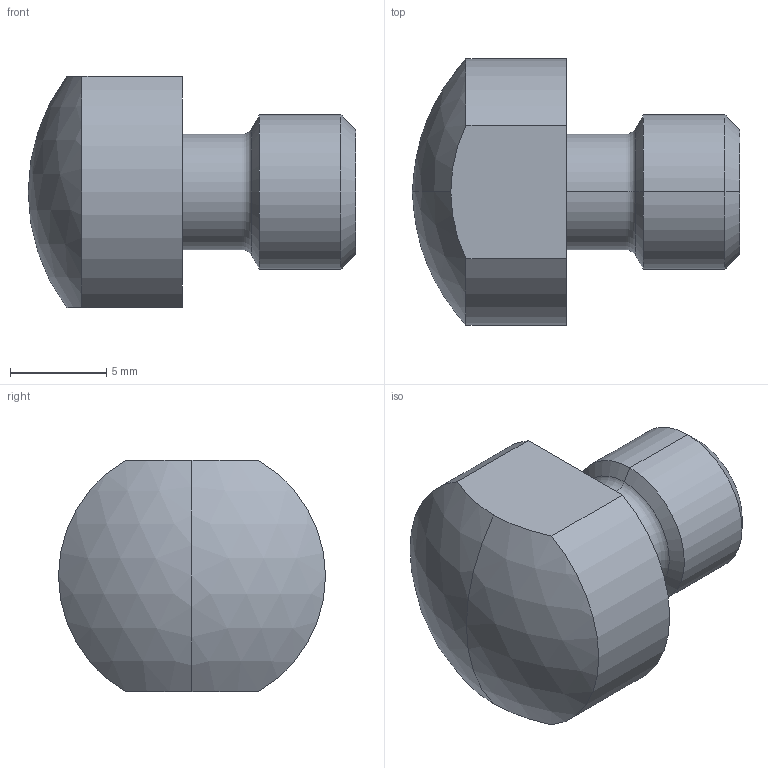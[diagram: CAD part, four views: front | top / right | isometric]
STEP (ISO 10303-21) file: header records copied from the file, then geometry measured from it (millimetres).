
FILE_DESCRIPTION( ( '' ), '1' );
FILE_NAME( 'K0021.04_0_Druckstueck.stp', '2012-10-29T11:12:34', ( '' ), ( '' ), ' ', ' ', ' ' );
FILE_SCHEMA( ( 'CONFIG_CONTROL_DESIGN' ) );
Length unit declared in the file: millimetre
Products named in the file (1): 1
Bounding box: 17 x 13.86 x 12 mm (x, y, z)
Volume: 1323.2 mm3; surface area: 761 mm2
Topology: 1 solids, 1 shells, 20 faces, 41 edges, 24 vertices
Faces by surface type: cylinder 6, torus 4, cone 4, plane 4, sphere 2
Entity records: 576 total; most frequent: DIRECTION 110, CARTESIAN_POINT 86, ORIENTED_EDGE 82, AXIS2_PLACEMENT_3D 48, EDGE_CURVE 41, CIRCLE 27, VERTEX_POINT 24, EDGE_LOOP 21
